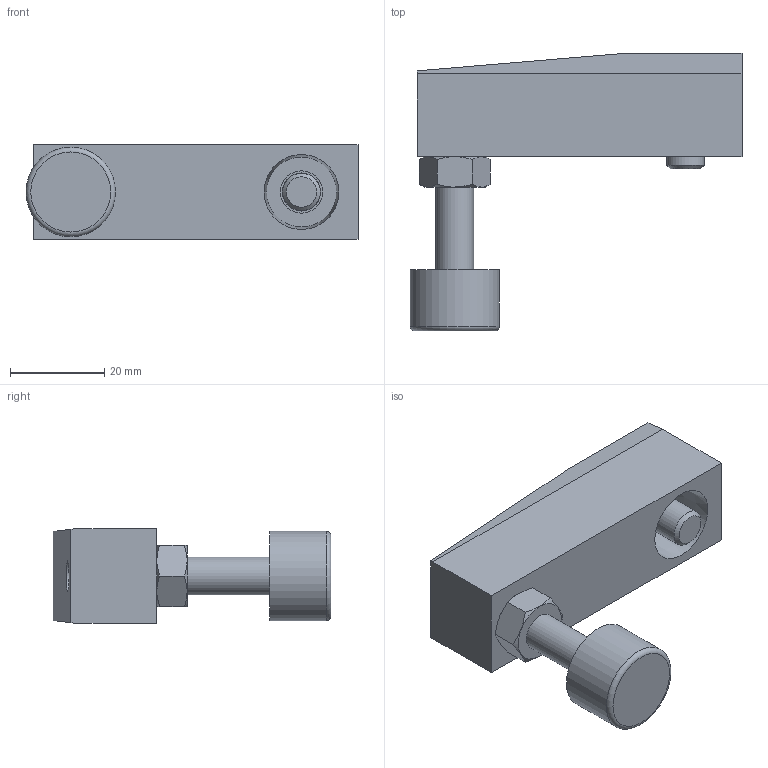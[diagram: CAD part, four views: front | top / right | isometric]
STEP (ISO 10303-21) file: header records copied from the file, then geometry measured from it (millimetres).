
FILE_DESCRIPTION(/* description */ ('STEP AP214'),/* implementation_level */ '2;1');
FILE_NAME(/* name */ '535554_CLR-32_40-FS',/* time_stamp */ '2024-07-26T16:59:37+02:00',/* author */ ('License CC BY-ND 4.0'),/* organization */ ('CADENAS'),/* preprocessor_version */ 'ST-DEVELOPER v19.3',/* originating_system */ 'PARTsolutions',/* authorisation */ ' ');
FILE_SCHEMA (('AUTOMOTIVE_DESIGN {1 0 10303 214 3 1 1}'));
Length unit declared in the file: millimetre
Products named in the file (5): 535554 CLR-32/40-FS; 535554 CLR-32/40-FS---(S); DIN 934 - M8(F); CLR-32/40-FS---(SPS); DIN-912 - M8x16(F)
Assembly tree (4 placements, depth 2):
  535554 CLR-32/40-FS
    535554 CLR-32/40-FS---(S)
    DIN 934 - M8(F)
    CLR-32/40-FS---(SPS)
    DIN-912 - M8x16(F)
Bounding box: 70.5 x 59 x 20 mm (x, y, z)
Volume: 32282.4 mm3; surface area: 11456.9 mm2
Topology: 4 solids, 4 shells, 65 faces, 131 edges, 78 vertices
Faces by surface type: plane 37, cone 19, cylinder 8, torus 1
Full cylindrical faces by diameter (mm): 6.647 x2, 8 x2, 9 x1, 13 x1, 15 x1, 19 x1
Entity records: 1712 total; most frequent: CARTESIAN_POINT 331, DIRECTION 271, ORIENTED_EDGE 212, AXIS2_PLACEMENT_3D 113, EDGE_CURVE 106, FACE_BOUND 97, EDGE_LOOP 96, VERTEX_POINT 75
